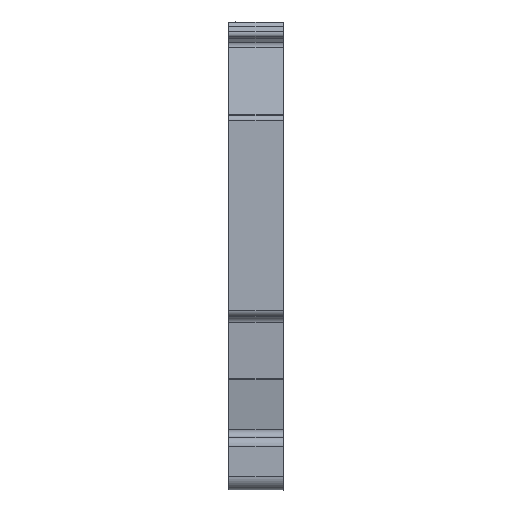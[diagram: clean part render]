
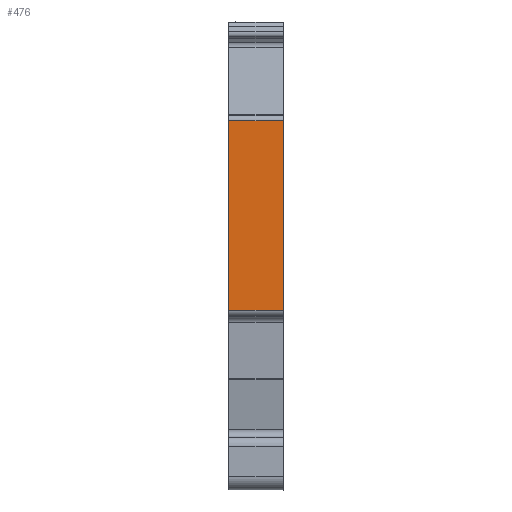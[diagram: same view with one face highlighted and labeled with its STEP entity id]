
A CAD part, left-side view. The second image highlights one B-rep face of the part: STEP entity #476.
In plain terms, the highlighted planar face has unit normal (-1, 0, 0).
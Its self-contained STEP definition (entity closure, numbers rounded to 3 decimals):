
#476 = ADVANCED_FACE( '', ( #963 ), #964, .T. );
#963 = FACE_OUTER_BOUND( '', #1458, .T. );
#964 = PLANE( '', #1459 );
#1458 = EDGE_LOOP( '', ( #2952, #2953, #2954, #2955 ) );
#1459 = AXIS2_PLACEMENT_3D( '', #2956, #2957, #2958 );
#2952 = ORIENTED_EDGE( '', *, *, #3421, .T. );
#2953 = ORIENTED_EDGE( '', *, *, #3336, .F. );
#2954 = ORIENTED_EDGE( '', *, *, #3682, .T. );
#2955 = ORIENTED_EDGE( '', *, *, #3647, .F. );
#2956 = CARTESIAN_POINT( '', ( -24.4, -4.15, 5.153 ) );
#2957 = DIRECTION( '', ( -1., 0., 0. ) );
#2958 = DIRECTION( '', ( 0., 0., 1. ) );
#3336 = EDGE_CURVE( '', #4141, #4143, #4144, .T. );
#3421 = EDGE_CURVE( '', #4281, #4143, #4285, .T. );
#3647 = EDGE_CURVE( '', #4281, #4589, #4590, .T. );
#3682 = EDGE_CURVE( '', #4141, #4589, #4629, .T. );
#4141 = VERTEX_POINT( '', #5231 );
#4143 = VERTEX_POINT( '', #5233 );
#4144 = LINE( '', #5234, #5235 );
#4281 = VERTEX_POINT( '', #5427 );
#4285 = LINE( '', #5432, #5433 );
#4589 = VERTEX_POINT( '', #5873 );
#4590 = LINE( '', #5874, #5875 );
#4629 = LINE( '', #5929, #5930 );
#5231 = CARTESIAN_POINT( '', ( -24.4, 0., -4.771 ) );
#5233 = CARTESIAN_POINT( '', ( -24.4, 0., 9.568 ) );
#5234 = CARTESIAN_POINT( '', ( -24.4, 0., -4.771 ) );
#5235 = VECTOR( '', #6286, 1000. );
#5427 = CARTESIAN_POINT( '', ( -24.4, -4.15, 9.568 ) );
#5432 = CARTESIAN_POINT( '', ( -24.4, -4.15, 9.568 ) );
#5433 = VECTOR( '', #6409, 1000. );
#5873 = CARTESIAN_POINT( '', ( -24.4, -4.15, -4.771 ) );
#5874 = CARTESIAN_POINT( '', ( -24.4, -4.15, 9.568 ) );
#5875 = VECTOR( '', #6636, 1000. );
#5929 = CARTESIAN_POINT( '', ( -24.4, 0., -4.771 ) );
#5930 = VECTOR( '', #6664, 1000. );
#6286 = DIRECTION( '', ( 0., 0., 1. ) );
#6409 = DIRECTION( '', ( 0., 1., 0. ) );
#6636 = DIRECTION( '', ( 0., 0., -1. ) );
#6664 = DIRECTION( '', ( 0., -1., 0. ) );
